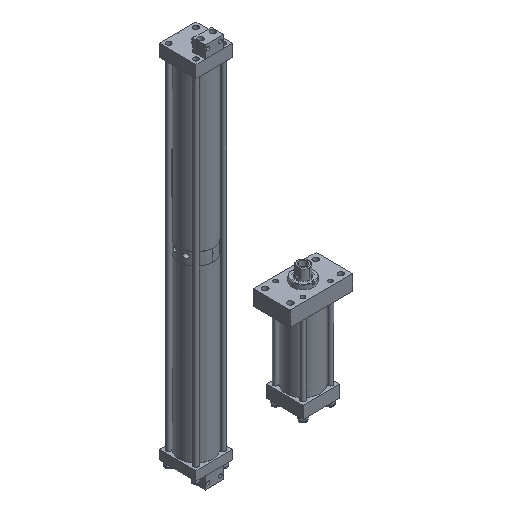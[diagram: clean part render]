
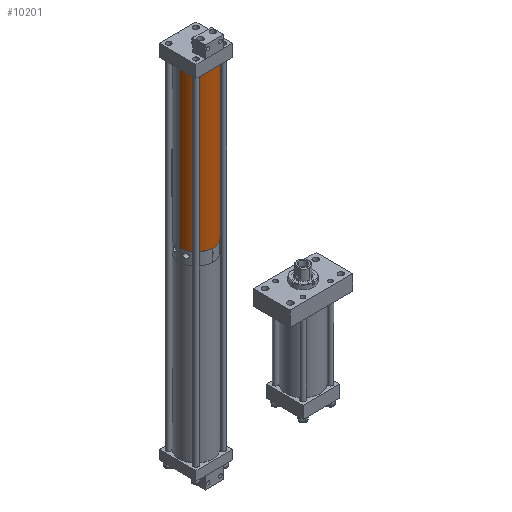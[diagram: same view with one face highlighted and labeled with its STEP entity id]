
A CAD part, isometric view. The second image highlights one B-rep face of the part: STEP entity #10201.
In plain terms, the highlighted cylindrical face has radius 34.925 mm (diameter 69.85 mm), a partial arc.
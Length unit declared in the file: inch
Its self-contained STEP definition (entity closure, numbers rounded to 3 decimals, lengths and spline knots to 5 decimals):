
#62 = CARTESIAN_POINT ( 'NONE',  ( 12.806, 0., -1.375 ) ) ;
#209 = VECTOR ( 'NONE', #6402, 39.37008 ) ;
#796 = CARTESIAN_POINT ( 'NONE',  ( 12.806, 0., -1.375 ) ) ;
#802 = FACE_OUTER_BOUND ( 'NONE', #3817, .T. ) ;
#1496 = VERTEX_POINT ( 'NONE', #62 ) ;
#1785 = CYLINDRICAL_SURFACE ( 'NONE', #4723, 1.375 ) ;
#1902 = CARTESIAN_POINT ( 'NONE',  ( 12.806, 0., 1.375 ) ) ;
#2273 = DIRECTION ( 'NONE',  ( 1., 0., 0. ) ) ;
#3240 = VERTEX_POINT ( 'NONE', #1902 ) ;
#3383 = DIRECTION ( 'NONE',  ( -1., 0., 0. ) ) ;
#3628 = ORIENTED_EDGE ( 'NONE', *, *, #11069, .F. ) ;
#3817 = EDGE_LOOP ( 'NONE', ( #3628, #7567, #3847, #6858 ) ) ;
#3827 = VERTEX_POINT ( 'NONE', #6172 ) ;
#3847 = ORIENTED_EDGE ( 'NONE', *, *, #7721, .T. ) ;
#3851 = AXIS2_PLACEMENT_3D ( 'NONE', #10114, #4579, #11699 ) ;
#4579 = DIRECTION ( 'NONE',  ( 1., 0., 0. ) ) ;
#4723 = AXIS2_PLACEMENT_3D ( 'NONE', #8856, #3383, #10482 ) ;
#4777 = LINE ( 'NONE', #11904, #209 ) ;
#4824 = EDGE_CURVE ( 'NONE', #8929, #3827, #6056, .T. ) ;
#6052 = CARTESIAN_POINT ( 'NONE',  ( 12.806, 0., 0. ) ) ;
#6056 = CIRCLE ( 'NONE', #3851, 1.375 ) ;
#6154 = LINE ( 'NONE', #796, #11716 ) ;
#6172 = CARTESIAN_POINT ( 'NONE',  ( 0., 0., -1.375 ) ) ;
#6253 = CIRCLE ( 'NONE', #8555, 1.375 ) ;
#6402 = DIRECTION ( 'NONE',  ( -1., 0., 0. ) ) ;
#6858 = ORIENTED_EDGE ( 'NONE', *, *, #4824, .T. ) ;
#7567 = ORIENTED_EDGE ( 'NONE', *, *, #11001, .F. ) ;
#7721 = EDGE_CURVE ( 'NONE', #3240, #8929, #4777, .T. ) ;
#7725 = DIRECTION ( 'NONE',  ( 0., 0., -1. ) ) ;
#7824 = DIRECTION ( 'NONE',  ( -1., 0., 0. ) ) ;
#8555 = AXIS2_PLACEMENT_3D ( 'NONE', #6052, #2273, #7725 ) ;
#8856 = CARTESIAN_POINT ( 'NONE',  ( 12.806, 0., 0. ) ) ;
#8929 = VERTEX_POINT ( 'NONE', #9573 ) ;
#9573 = CARTESIAN_POINT ( 'NONE',  ( 0., 0., 1.375 ) ) ;
#10114 = CARTESIAN_POINT ( 'NONE',  ( 0., 0., 0. ) ) ;
#10201 = ADVANCED_FACE ( 'NONE', ( #802 ), #1785, .T. ) ;
#10482 = DIRECTION ( 'NONE',  ( 0., 0., 1. ) ) ;
#11001 = EDGE_CURVE ( 'NONE', #3240, #1496, #6253, .T. ) ;
#11069 = EDGE_CURVE ( 'NONE', #1496, #3827, #6154, .T. ) ;
#11699 = DIRECTION ( 'NONE',  ( 0., 0., -1. ) ) ;
#11716 = VECTOR ( 'NONE', #7824, 39.37008 ) ;
#11904 = CARTESIAN_POINT ( 'NONE',  ( 12.806, 0., 1.375 ) ) ;
